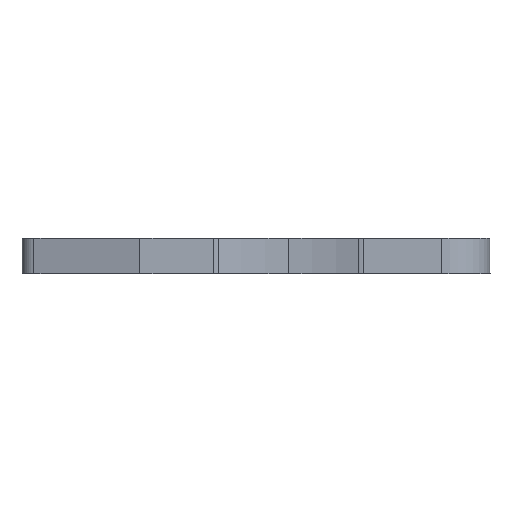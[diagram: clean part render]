
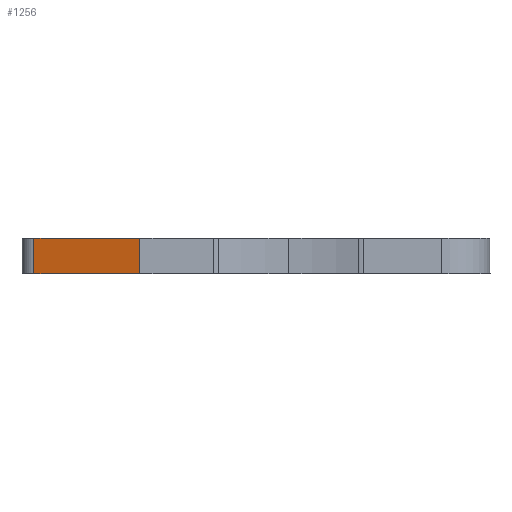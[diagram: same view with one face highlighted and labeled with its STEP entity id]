
A CAD part, front view. The second image highlights one B-rep face of the part: STEP entity #1256.
In plain terms, the highlighted planar face has unit normal (-0.259, -0.966, 0).
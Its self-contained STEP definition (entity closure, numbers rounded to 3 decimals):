
#1198=CARTESIAN_POINT('',(-35.092,-26.188,5.931));
#1199=VERTEX_POINT('',#1198);
#1200=CARTESIAN_POINT('',(-35.092,-26.188,3.731));
#1201=VERTEX_POINT('',#1200);
#1202=CARTESIAN_POINT('',(-35.092,-26.188,5.931));
#1203=DIRECTION('',(0.,0.,-1.));
#1204=VECTOR('',#1203,2.2);
#1205=LINE('',#1202,#1204);
#1206=EDGE_CURVE('',#1199,#1201,#1205,.T.);
#1226=CARTESIAN_POINT('',(-31.805,-27.069,4.831));
#1227=DIRECTION('',(0.966,-0.259,0.));
#1228=DIRECTION('',(-0.259,-0.966,0.));
#1229=AXIS2_PLACEMENT_3D('',#1226,#1228,#1227);
#1230=PLANE('',#1229);
#1231=ORIENTED_EDGE('',*,*,#1206,.T.);
#1232=CARTESIAN_POINT('',(-28.518,-27.95,3.731));
#1233=VERTEX_POINT('',#1232);
#1234=CARTESIAN_POINT('',(-35.092,-26.188,3.731));
#1235=DIRECTION('',(0.966,-0.259,0.));
#1236=VECTOR('',#1235,6.806);
#1237=LINE('',#1234,#1236);
#1238=EDGE_CURVE('',#1201,#1233,#1237,.T.);
#1239=ORIENTED_EDGE('E487',*,*,#1238,.T.);
#1240=CARTESIAN_POINT('',(-28.518,-27.95,5.931));
#1241=VERTEX_POINT('',#1240);
#1242=CARTESIAN_POINT('',(-28.518,-27.95,3.731));
#1243=DIRECTION('',(0.,0.,1.));
#1244=VECTOR('',#1243,2.2);
#1245=LINE('',#1242,#1244);
#1246=EDGE_CURVE('',#1233,#1241,#1245,.T.);
#1247=ORIENTED_EDGE('E488',*,*,#1246,.T.);
#1248=CARTESIAN_POINT('',(-28.518,-27.95,5.931));
#1249=DIRECTION('',(-0.966,0.259,0.));
#1250=VECTOR('',#1249,6.806);
#1251=LINE('',#1248,#1250);
#1252=EDGE_CURVE('',#1241,#1199,#1251,.T.);
#1253=ORIENTED_EDGE('E572',*,*,#1252,.T.);
#1254=EDGE_LOOP('',(#1231,#1239,#1247,#1253));
#1255=FACE_OUTER_BOUND('',#1254,.T.);
#1256=ADVANCED_FACE('F181',(#1255),#1230,.T.);
